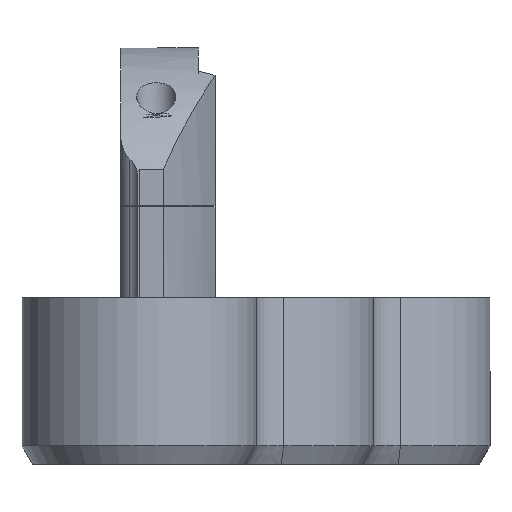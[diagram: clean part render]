
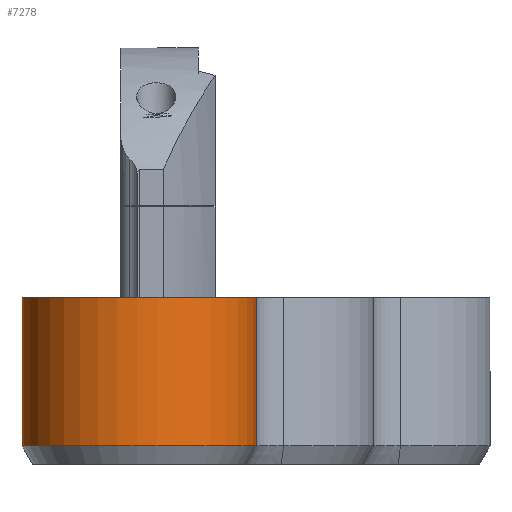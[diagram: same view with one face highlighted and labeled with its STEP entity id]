
A CAD part, front view. The second image highlights one B-rep face of the part: STEP entity #7278.
In plain terms, the highlighted cylindrical face has radius 12.65 mm (diameter 25.3 mm), a partial arc.
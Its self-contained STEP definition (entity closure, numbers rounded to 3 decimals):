
#428=FACE_OUTER_BOUND('',#843,.T.);
#843=EDGE_LOOP('',(#5633,#5634,#5635,#5636));
#1614=CIRCLE('',#7692,12.65);
#1693=CIRCLE('',#7827,12.65);
#2040=LINE('',#19564,#2438);
#2041=LINE('',#19566,#2439);
#2438=VECTOR('',#9175,10.);
#2439=VECTOR('',#9178,10.);
#2976=VERTEX_POINT('',#18919);
#2977=VERTEX_POINT('',#18921);
#3094=VERTEX_POINT('',#19489);
#3095=VERTEX_POINT('',#19493);
#3883=EDGE_CURVE('',#2976,#2977,#1614,.T.);
#4063=EDGE_CURVE('',#3095,#3094,#1693,.T.);
#4097=EDGE_CURVE('',#3094,#2976,#2040,.T.);
#4098=EDGE_CURVE('',#2977,#3095,#2041,.T.);
#5633=ORIENTED_EDGE('',*,*,#4063,.F.);
#5634=ORIENTED_EDGE('',*,*,#4098,.F.);
#5635=ORIENTED_EDGE('',*,*,#3883,.F.);
#5636=ORIENTED_EDGE('',*,*,#4097,.F.);
#6920=CYLINDRICAL_SURFACE('',#7864,12.65);
#7278=ADVANCED_FACE('',(#428),#6920,.T.);
#7692=AXIS2_PLACEMENT_3D('',#18922,#8734,#8735);
#7827=AXIS2_PLACEMENT_3D('',#19495,#9080,#9081);
#7864=AXIS2_PLACEMENT_3D('',#19565,#9176,#9177);
#8734=DIRECTION('center_axis',(0.,0.,1.));
#8735=DIRECTION('ref_axis',(1.,0.,0.));
#9080=DIRECTION('center_axis',(0.,0.,-1.));
#9081=DIRECTION('ref_axis',(-1.,0.,0.));
#9175=DIRECTION('',(0.,0.,1.));
#9176=DIRECTION('center_axis',(0.,0.,1.));
#9177=DIRECTION('ref_axis',(-0.574,-0.819,0.));
#9178=DIRECTION('',(0.,0.,-1.));
#18919=CARTESIAN_POINT('',(-15.604,-27.729,18.));
#18921=CARTESIAN_POINT('',(-0.046,-38.622,18.));
#18922=CARTESIAN_POINT('Origin',(-12.619,-40.021,18.));
#19489=CARTESIAN_POINT('',(-15.604,-27.729,2.));
#19493=CARTESIAN_POINT('',(-0.046,-38.622,2.));
#19495=CARTESIAN_POINT('Origin',(-12.619,-40.021,2.));
#19564=CARTESIAN_POINT('',(-15.604,-27.729,0.));
#19565=CARTESIAN_POINT('Origin',(-12.619,-40.021,0.));
#19566=CARTESIAN_POINT('',(-0.046,-38.622,0.));
